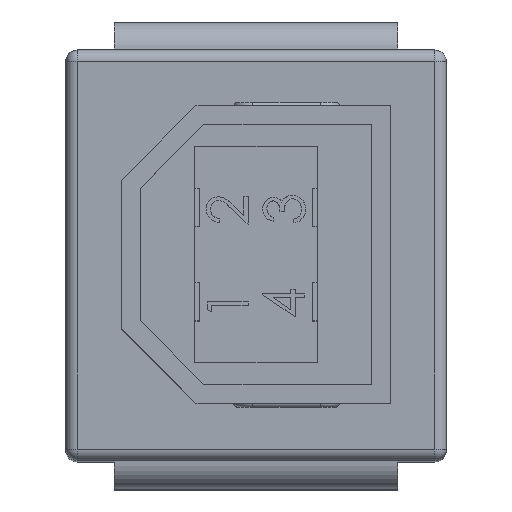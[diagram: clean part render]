
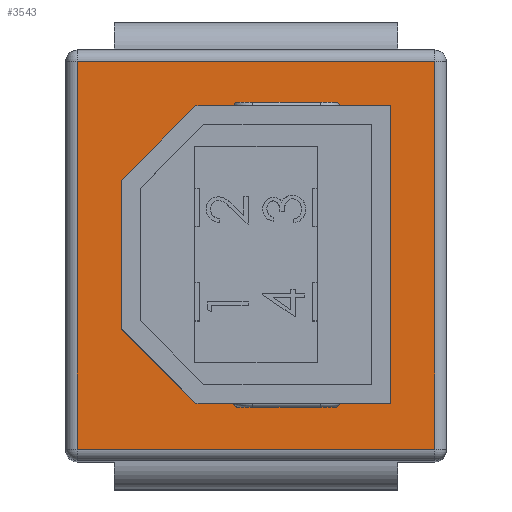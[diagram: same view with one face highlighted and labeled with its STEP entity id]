
A CAD part, top view. The second image highlights one B-rep face of the part: STEP entity #3543.
In plain terms, the highlighted planar face has unit normal (0, 0, 1).
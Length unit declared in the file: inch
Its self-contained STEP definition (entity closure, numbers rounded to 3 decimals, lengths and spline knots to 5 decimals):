
#3221 = EDGE_CURVE ( 'NONE', #3230, #3247, #12863, .T. ) ;
#3226 = ORIENTED_EDGE ( 'NONE', *, *, #3221, .T. ) ;
#3230 = VERTEX_POINT ( 'NONE', #12927 ) ;
#3233 = EDGE_CURVE ( 'NONE', #3249, #3230, #12926, .T. ) ;
#3234 = EDGE_CURVE ( 'NONE', #3248, #3249, #12922, .T. ) ;
#3236 = ORIENTED_EDGE ( 'NONE', *, *, #3233, .T. ) ;
#3246 = EDGE_LOOP ( 'NONE', ( #3251, #3250, #3236, #3226 ) ) ;
#3247 = VERTEX_POINT ( 'NONE', #12966 ) ;
#3248 = VERTEX_POINT ( 'NONE', #12965 ) ;
#3249 = VERTEX_POINT ( 'NONE', #12964 ) ;
#3250 = ORIENTED_EDGE ( 'NONE', *, *, #3234, .T. ) ;
#3251 = ORIENTED_EDGE ( 'NONE', *, *, #3252, .T. ) ;
#3252 = EDGE_CURVE ( 'NONE', #3247, #3248, #12963, .T. ) ;
#3254 = ORIENTED_EDGE ( 'NONE', *, *, #3255, .T. ) ;
#3255 = EDGE_CURVE ( 'NONE', #3297, #3561, #12957, .T. ) ;
#3283 = ORIENTED_EDGE ( 'NONE', *, *, #3289, .T. ) ;
#3289 = EDGE_CURVE ( 'NONE', #14701, #3575, #13028, .T. ) ;
#3290 = ORIENTED_EDGE ( 'NONE', *, *, #3291, .T. ) ;
#3291 = EDGE_CURVE ( 'NONE', #3575, #3293, #13024, .T. ) ;
#3293 = VERTEX_POINT ( 'NONE', #13020 ) ;
#3294 = ORIENTED_EDGE ( 'NONE', *, *, #3296, .T. ) ;
#3296 = EDGE_CURVE ( 'NONE', #3293, #3297, #13019, .T. ) ;
#3297 = VERTEX_POINT ( 'NONE', #13015 ) ;
#3543 = ADVANCED_FACE ( 'NONE', ( #13373, #13372 ), #13378, .F. ) ;
#3544 = EDGE_LOOP ( 'NONE', ( #3559, #3574, #3283, #3290, #3294, #3254 ) ) ;
#3559 = ORIENTED_EDGE ( 'NONE', *, *, #3560, .T. ) ;
#3560 = EDGE_CURVE ( 'NONE', #3561, #14704, #13410, .T. ) ;
#3561 = VERTEX_POINT ( 'NONE', #13406 ) ;
#3574 = ORIENTED_EDGE ( 'NONE', *, *, #14703, .T. ) ;
#3575 = VERTEX_POINT ( 'NONE', #13448 ) ;
#6524 = VECTOR ( 'NONE', #6599, 39.37008 ) ;
#6525 = CARTESIAN_POINT ( 'NONE',  ( -0.06357, -0.1575, 0.475 ) ) ;
#6526 = LINE ( 'NONE', #6525, #6524 ) ;
#6527 = CARTESIAN_POINT ( 'NONE',  ( -0.06357, -0.1575, 0.475 ) ) ;
#6598 = CARTESIAN_POINT ( 'NONE',  ( 0.1425, -0.1575, 0.475 ) ) ;
#6599 = DIRECTION ( 'NONE',  ( -1., 0., 0. ) ) ;
#12861 = VECTOR ( 'NONE', #12938, 39.37008 ) ;
#12862 = CARTESIAN_POINT ( 'NONE',  ( -0.1895, 0.2175, 0.475 ) ) ;
#12863 = LINE ( 'NONE', #12862, #12861 ) ;
#12919 = DIRECTION ( 'NONE',  ( 0., 1., 0. ) ) ;
#12920 = VECTOR ( 'NONE', #12919, 39.37008 ) ;
#12921 = CARTESIAN_POINT ( 'NONE',  ( 0.1895, 0.2175, 0.475 ) ) ;
#12922 = LINE ( 'NONE', #12921, #12920 ) ;
#12923 = DIRECTION ( 'NONE',  ( -1., 0., 0. ) ) ;
#12924 = VECTOR ( 'NONE', #12923, 39.37008 ) ;
#12925 = CARTESIAN_POINT ( 'NONE',  ( -0.2015, 0.2055, 0.475 ) ) ;
#12926 = LINE ( 'NONE', #12925, #12924 ) ;
#12927 = CARTESIAN_POINT ( 'NONE',  ( -0.1895, 0.2055, 0.475 ) ) ;
#12938 = DIRECTION ( 'NONE',  ( 0., -1., 0. ) ) ;
#12949 = DIRECTION ( 'NONE',  ( 1., 0., 0. ) ) ;
#12950 = VECTOR ( 'NONE', #12949, 39.37008 ) ;
#12951 = CARTESIAN_POINT ( 'NONE',  ( 0.1425, 0.1575, 0.475 ) ) ;
#12957 = LINE ( 'NONE', #12951, #12950 ) ;
#12960 = DIRECTION ( 'NONE',  ( 1., 0., 0. ) ) ;
#12961 = VECTOR ( 'NONE', #12960, 39.37008 ) ;
#12962 = CARTESIAN_POINT ( 'NONE',  ( -0.2015, -0.2055, 0.475 ) ) ;
#12963 = LINE ( 'NONE', #12962, #12961 ) ;
#12964 = CARTESIAN_POINT ( 'NONE',  ( 0.1895, 0.2055, 0.475 ) ) ;
#12965 = CARTESIAN_POINT ( 'NONE',  ( 0.1895, -0.2055, 0.475 ) ) ;
#12966 = CARTESIAN_POINT ( 'NONE',  ( -0.1895, -0.2055, 0.475 ) ) ;
#13015 = CARTESIAN_POINT ( 'NONE',  ( -0.06357, 0.1575, 0.475 ) ) ;
#13016 = DIRECTION ( 'NONE',  ( 0.707, 0.707, 0. ) ) ;
#13017 = VECTOR ( 'NONE', #13016, 39.37008 ) ;
#13018 = CARTESIAN_POINT ( 'NONE',  ( -0.06357, 0.1575, 0.475 ) ) ;
#13019 = LINE ( 'NONE', #13018, #13017 ) ;
#13020 = CARTESIAN_POINT ( 'NONE',  ( -0.1425, 0.07857, 0.475 ) ) ;
#13021 = DIRECTION ( 'NONE',  ( 0., 1., 0. ) ) ;
#13022 = VECTOR ( 'NONE', #13021, 39.37008 ) ;
#13023 = CARTESIAN_POINT ( 'NONE',  ( -0.1425, 0.07857, 0.475 ) ) ;
#13024 = LINE ( 'NONE', #13023, #13022 ) ;
#13025 = DIRECTION ( 'NONE',  ( -0.707, 0.707, 0. ) ) ;
#13026 = VECTOR ( 'NONE', #13025, 39.37008 ) ;
#13027 = CARTESIAN_POINT ( 'NONE',  ( -0.06357, -0.1575, 0.475 ) ) ;
#13028 = LINE ( 'NONE', #13027, #13026 ) ;
#13368 = DIRECTION ( 'NONE',  ( -1., 0., 0. ) ) ;
#13369 = DIRECTION ( 'NONE',  ( 0., 0., -1. ) ) ;
#13370 = CARTESIAN_POINT ( 'NONE',  ( -0.2015, 0.2175, 0.475 ) ) ;
#13371 = AXIS2_PLACEMENT_3D ( 'NONE', #13370, #13369, #13368 ) ;
#13372 = FACE_OUTER_BOUND ( 'NONE', #3246, .T. ) ;
#13373 = FACE_BOUND ( 'NONE', #3544, .T. ) ;
#13378 = PLANE ( 'NONE',  #13371 ) ;
#13406 = CARTESIAN_POINT ( 'NONE',  ( 0.1425, 0.1575, 0.475 ) ) ;
#13407 = DIRECTION ( 'NONE',  ( 0., -1., 0. ) ) ;
#13408 = VECTOR ( 'NONE', #13407, 39.37008 ) ;
#13409 = CARTESIAN_POINT ( 'NONE',  ( 0.1425, 0.1575, 0.475 ) ) ;
#13410 = LINE ( 'NONE', #13409, #13408 ) ;
#13448 = CARTESIAN_POINT ( 'NONE',  ( -0.1425, -0.07857, 0.475 ) ) ;
#14701 = VERTEX_POINT ( 'NONE', #6527 ) ;
#14703 = EDGE_CURVE ( 'NONE', #14704, #14701, #6526, .T. ) ;
#14704 = VERTEX_POINT ( 'NONE', #6598 ) ;
